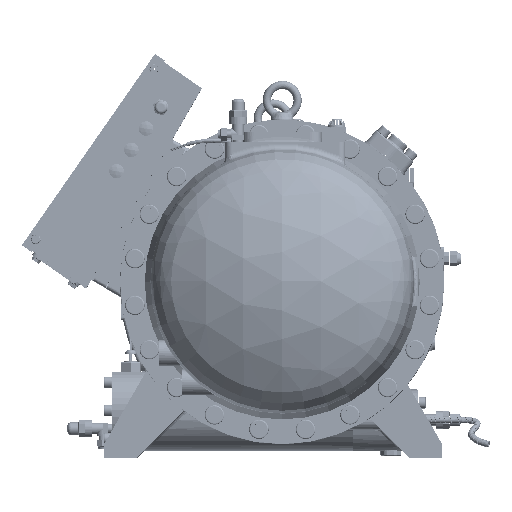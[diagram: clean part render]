
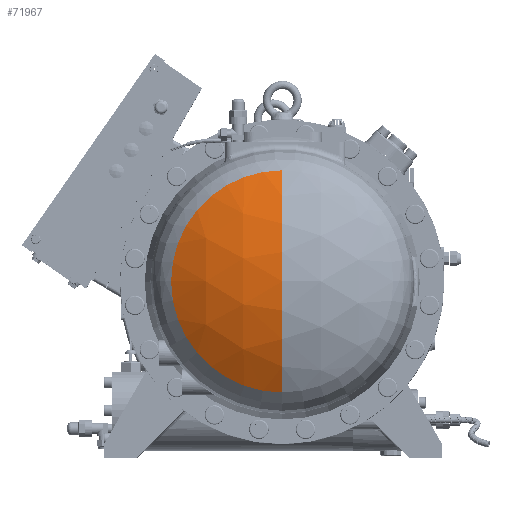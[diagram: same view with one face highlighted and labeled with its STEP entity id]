
A CAD part, top view. The second image highlights one B-rep face of the part: STEP entity #71967.
In plain terms, the highlighted spherical face has radius 319 mm.
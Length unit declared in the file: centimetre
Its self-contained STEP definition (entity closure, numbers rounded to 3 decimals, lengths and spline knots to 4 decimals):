
#5143 = EDGE_CURVE ( 'NONE', #122006, #22635, #138457, .T. ) ;
#11320 = CARTESIAN_POINT ( 'NONE',  ( 1.4, 18.5239, 51.9643 ) ) ;
#13015 = DIRECTION ( 'NONE',  ( 0., 1., 0. ) ) ;
#13098 = CARTESIAN_POINT ( 'NONE',  ( 1.4, 1.4, 51.9643 ) ) ;
#15285 = AXIS2_PLACEMENT_3D ( 'NONE', #106176, #23403, #94293 ) ;
#19298 = ORIENTED_EDGE ( 'NONE', *, *, #107124, .F. ) ;
#22635 = VERTEX_POINT ( 'NONE', #144456 ) ;
#23403 = DIRECTION ( 'NONE',  ( 0., 0., -1. ) ) ;
#24916 = CARTESIAN_POINT ( 'NONE',  ( 1.4, 1.4, 25.05 ) ) ;
#24998 = DIRECTION ( 'NONE',  ( -1., 0., 0. ) ) ;
#28982 = EDGE_CURVE ( 'NONE', #122006, #29188, #40530, .T. ) ;
#29188 = VERTEX_POINT ( 'NONE', #11320 ) ;
#32068 = SPHERICAL_SURFACE ( 'NONE', #109678, 31.9 ) ;
#32235 = ORIENTED_EDGE ( 'NONE', *, *, #5143, .F. ) ;
#37767 = CARTESIAN_POINT ( 'NONE',  ( -15.7239, 1.4, 51.9643 ) ) ;
#39932 = EDGE_CURVE ( 'NONE', #81032, #29188, #49030, .T. ) ;
#40530 = CIRCLE ( 'NONE', #108379, 31.9 ) ;
#45372 = EDGE_LOOP ( 'NONE', ( #32235, #93393, #125391, #19298 ) ) ;
#47976 = CARTESIAN_POINT ( 'NONE',  ( 1.4, 1.4, 25.05 ) ) ;
#48097 = DIRECTION ( 'NONE',  ( -1., 0., 0. ) ) ;
#48135 = DIRECTION ( 'NONE',  ( 0., 0., 1. ) ) ;
#49030 = CIRCLE ( 'NONE', #15285, 17.1239 ) ;
#59730 = CIRCLE ( 'NONE', #102065, 17.1239 ) ;
#68310 = CARTESIAN_POINT ( 'NONE',  ( 1.4, 1.4, 56.95 ) ) ;
#68400 = DIRECTION ( 'NONE',  ( 1., 0., 0. ) ) ;
#69144 = AXIS2_PLACEMENT_3D ( 'NONE', #24916, #95815, #13015 ) ;
#71967 = ADVANCED_FACE ( 'NONE', ( #91264 ), #32068, .T. ) ;
#81032 = VERTEX_POINT ( 'NONE', #37767 ) ;
#91264 = FACE_OUTER_BOUND ( 'NONE', #45372, .T. ) ;
#93393 = ORIENTED_EDGE ( 'NONE', *, *, #28982, .T. ) ;
#94293 = DIRECTION ( 'NONE',  ( -1., 0., 0. ) ) ;
#95815 = DIRECTION ( 'NONE',  ( 1., 0., 0. ) ) ;
#95902 = DIRECTION ( 'NONE',  ( 0., 0., -1. ) ) ;
#102065 = AXIS2_PLACEMENT_3D ( 'NONE', #13098, #95902, #24998 ) ;
#106176 = CARTESIAN_POINT ( 'NONE',  ( 1.4, 1.4, 51.9643 ) ) ;
#107124 = EDGE_CURVE ( 'NONE', #22635, #81032, #59730, .T. ) ;
#108379 = AXIS2_PLACEMENT_3D ( 'NONE', #47976, #48097, #48135 ) ;
#109678 = AXIS2_PLACEMENT_3D ( 'NONE', #124580, #68400, #150696 ) ;
#122006 = VERTEX_POINT ( 'NONE', #68310 ) ;
#124580 = CARTESIAN_POINT ( 'NONE',  ( 1.4, 1.4, 25.05 ) ) ;
#125391 = ORIENTED_EDGE ( 'NONE', *, *, #39932, .F. ) ;
#138457 = CIRCLE ( 'NONE', #69144, 31.9 ) ;
#144456 = CARTESIAN_POINT ( 'NONE',  ( 1.4, -15.7239, 51.9643 ) ) ;
#150696 = DIRECTION ( 'NONE',  ( 0., 1., 0. ) ) ;
